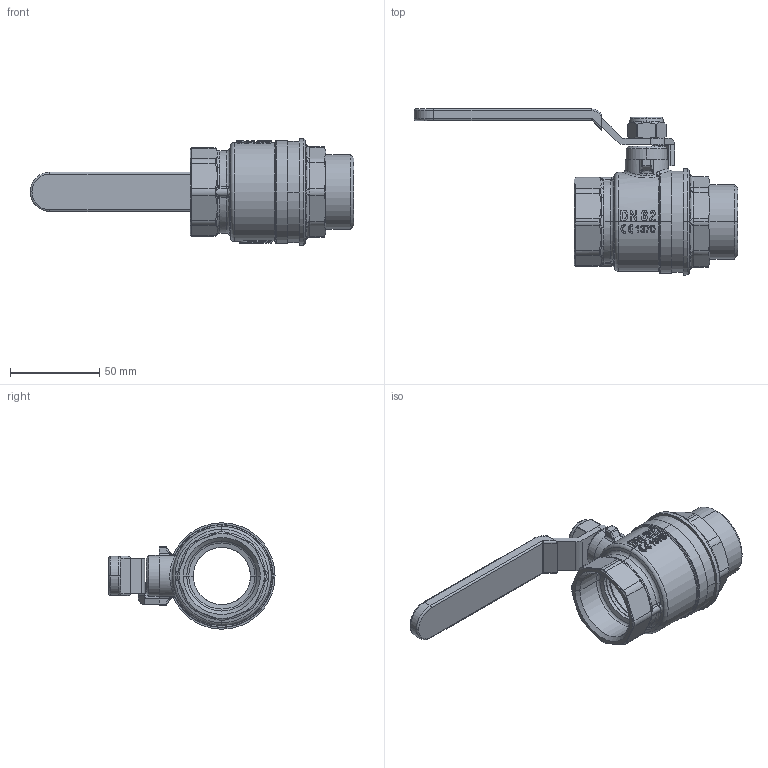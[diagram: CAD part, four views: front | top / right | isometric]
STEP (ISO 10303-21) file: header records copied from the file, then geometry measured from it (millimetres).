
FILE_DESCRIPTION (( 'STEP AP203' ), '1' );
FILE_NAME ('0812N407-surface.step', '2011-09-02T07:28:53', ( ' ' ), ( '' ), 'SwSTEP 2.0', 'SolidWorks 2011', '' );
FILE_SCHEMA (( 'CONFIG_CONTROL_DESIGN' ));
Length unit declared in the file: millimetre
Products named in the file (1): 0812N407-surface
Bounding box: 181.02 x 92.9 x 59.51 mm (x, y, z)
Surface area: 40344.2 mm2 (no closed solid volume)
Topology: 0 solids, 20 shells, 636 faces, 2057 edges, 1385 vertices
Faces by surface type: plane 241, bspline 158, cylinder 134, cone 49, torus 48, sphere 6
Entity records: 29033 total; most frequent: CARTESIAN_POINT 13208, ORIENTED_EDGE 3506, DIRECTION 2767, EDGE_CURVE 2029, VERTEX_POINT 1385, AXIS2_PLACEMENT_3D 971, VECTOR 825, LINE 825
